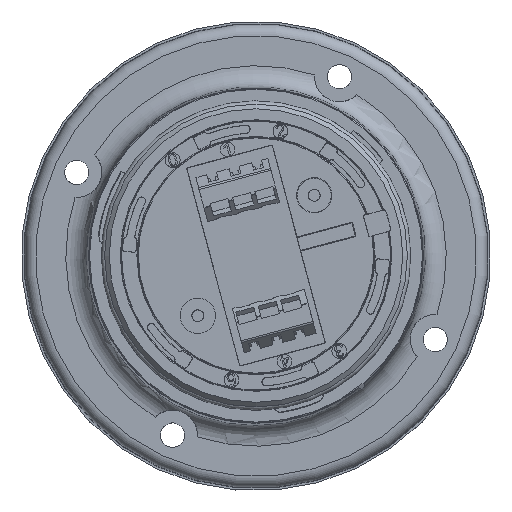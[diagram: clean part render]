
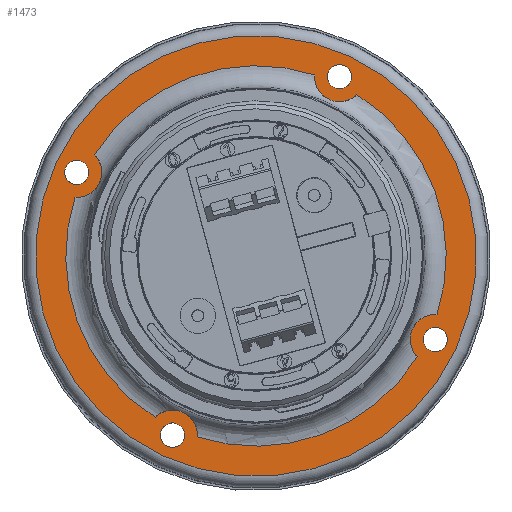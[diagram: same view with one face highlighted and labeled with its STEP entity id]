
A CAD part, top view. The second image highlights one B-rep face of the part: STEP entity #1473.
In plain terms, the highlighted planar face has unit normal (0, 0, 1).
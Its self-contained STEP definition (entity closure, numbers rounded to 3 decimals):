
#338=FACE_BOUND('',#2577,.T.);
#339=FACE_BOUND('',#2578,.T.);
#340=FACE_BOUND('',#2579,.T.);
#341=FACE_BOUND('',#2580,.T.);
#342=FACE_BOUND('',#2581,.T.);
#343=FACE_BOUND('',#2582,.T.);
#1021=CIRCLE('',#8588,40.904);
#1022=CIRCLE('',#8589,40.904);
#1023=CIRCLE('',#8590,40.904);
#1024=CIRCLE('',#8591,40.904);
#1025=CIRCLE('',#8593,47.376);
#1026=CIRCLE('',#8594,2.618);
#1027=CIRCLE('',#8595,5.375);
#1028=CIRCLE('',#8596,5.375);
#1029=CIRCLE('',#8597,5.375);
#1030=CIRCLE('',#8598,5.375);
#1031=CIRCLE('',#8599,2.618);
#1032=CIRCLE('',#8600,2.618);
#1033=CIRCLE('',#8601,2.618);
#1473=ADVANCED_FACE('',(#338,#339,#340,#341,#342,#343),#1707,.T.);
#1707=PLANE('',#8602);
#2577=EDGE_LOOP('',(#4781));
#2578=EDGE_LOOP('',(#4782));
#2579=EDGE_LOOP('',(#4783,#4784,#4785,#4786,#4787,#4788,#4789,#4790));
#2580=EDGE_LOOP('',(#4791));
#2581=EDGE_LOOP('',(#4792));
#2582=EDGE_LOOP('',(#4793));
#4781=ORIENTED_EDGE('',*,*,#6639,.T.);
#4782=ORIENTED_EDGE('',*,*,#6640,.T.);
#4783=ORIENTED_EDGE('',*,*,#6632,.T.);
#4784=ORIENTED_EDGE('',*,*,#6641,.T.);
#4785=ORIENTED_EDGE('',*,*,#6638,.T.);
#4786=ORIENTED_EDGE('',*,*,#6642,.T.);
#4787=ORIENTED_EDGE('',*,*,#6636,.T.);
#4788=ORIENTED_EDGE('',*,*,#6643,.T.);
#4789=ORIENTED_EDGE('',*,*,#6634,.T.);
#4790=ORIENTED_EDGE('',*,*,#6644,.T.);
#4791=ORIENTED_EDGE('',*,*,#6645,.T.);
#4792=ORIENTED_EDGE('',*,*,#6646,.T.);
#4793=ORIENTED_EDGE('',*,*,#6647,.T.);
#5543=VERTEX_POINT('',#14349);
#5544=VERTEX_POINT('',#14350);
#5545=VERTEX_POINT('',#14352);
#5546=VERTEX_POINT('',#14387);
#5547=VERTEX_POINT('',#14389);
#5548=VERTEX_POINT('',#14424);
#5549=VERTEX_POINT('',#14426);
#5550=VERTEX_POINT('',#14461);
#5551=VERTEX_POINT('',#14465);
#5552=VERTEX_POINT('',#14467);
#5553=VERTEX_POINT('',#14473);
#5554=VERTEX_POINT('',#14475);
#5555=VERTEX_POINT('',#14477);
#6632=EDGE_CURVE('',#5545,#5543,#1021,.T.);
#6634=EDGE_CURVE('',#5547,#5546,#1022,.T.);
#6636=EDGE_CURVE('',#5549,#5548,#1023,.T.);
#6638=EDGE_CURVE('',#5544,#5550,#1024,.T.);
#6639=EDGE_CURVE('',#5551,#5551,#1025,.T.);
#6640=EDGE_CURVE('',#5552,#5552,#1026,.T.);
#6641=EDGE_CURVE('',#5543,#5544,#1027,.T.);
#6642=EDGE_CURVE('',#5550,#5549,#1028,.T.);
#6643=EDGE_CURVE('',#5548,#5547,#1029,.T.);
#6644=EDGE_CURVE('',#5546,#5545,#1030,.T.);
#6645=EDGE_CURVE('',#5553,#5553,#1031,.T.);
#6646=EDGE_CURVE('',#5554,#5554,#1032,.T.);
#6647=EDGE_CURVE('',#5555,#5555,#1033,.T.);
#8588=AXIS2_PLACEMENT_3D('',#14351,#10709,#10710);
#8589=AXIS2_PLACEMENT_3D('',#14388,#10711,#10712);
#8590=AXIS2_PLACEMENT_3D('',#14425,#10713,#10714);
#8591=AXIS2_PLACEMENT_3D('',#14462,#10715,#10716);
#8593=AXIS2_PLACEMENT_3D('',#14464,#10719,#10720);
#8594=AXIS2_PLACEMENT_3D('',#14466,#10721,#10722);
#8595=AXIS2_PLACEMENT_3D('',#14468,#10723,#10724);
#8596=AXIS2_PLACEMENT_3D('',#14469,#10725,#10726);
#8597=AXIS2_PLACEMENT_3D('',#14470,#10727,#10728);
#8598=AXIS2_PLACEMENT_3D('',#14471,#10729,#10730);
#8599=AXIS2_PLACEMENT_3D('',#14472,#10731,#10732);
#8600=AXIS2_PLACEMENT_3D('',#14474,#10733,#10734);
#8601=AXIS2_PLACEMENT_3D('',#14476,#10735,#10736);
#8602=AXIS2_PLACEMENT_3D('',#14478,#10737,#10738);
#10709=DIRECTION('',(0.,0.,-1.));
#10710=DIRECTION('',(0.574,-0.819,0.));
#10711=DIRECTION('',(0.,0.,-1.));
#10712=DIRECTION('',(0.574,-0.819,0.));
#10713=DIRECTION('',(0.,0.,-1.));
#10714=DIRECTION('',(0.574,-0.819,0.));
#10715=DIRECTION('',(0.,0.,-1.));
#10716=DIRECTION('',(0.574,-0.819,0.));
#10719=DIRECTION('',(0.,0.,1.));
#10720=DIRECTION('',(0.574,-0.819,0.));
#10721=DIRECTION('',(0.,0.,-1.));
#10722=DIRECTION('',(0.574,-0.819,0.));
#10723=DIRECTION('',(0.,0.,1.));
#10724=DIRECTION('',(0.819,0.574,0.));
#10725=DIRECTION('',(0.,0.,1.));
#10726=DIRECTION('',(0.574,-0.819,0.));
#10727=DIRECTION('',(0.,0.,1.));
#10728=DIRECTION('',(-0.819,-0.574,0.));
#10729=DIRECTION('',(0.,0.,1.));
#10730=DIRECTION('',(-0.574,0.819,0.));
#10731=DIRECTION('',(0.,0.,-1.));
#10732=DIRECTION('',(0.574,-0.819,0.));
#10733=DIRECTION('',(0.,0.,-1.));
#10734=DIRECTION('',(0.574,-0.819,0.));
#10735=DIRECTION('',(0.,0.,-1.));
#10736=DIRECTION('',(0.574,-0.819,0.));
#10737=DIRECTION('',(0.,0.,1.));
#10738=DIRECTION('',(0.574,-0.819,0.));
#14349=CARTESIAN_POINT('',(38.918,-12.593,-16.));
#14350=CARTESIAN_POINT('',(34.672,-21.704,-16.));
#14351=CARTESIAN_POINT('',(0.,0.,
-16.));
#14352=CARTESIAN_POINT('',(21.704,34.672,-16.));
#14387=CARTESIAN_POINT('',(12.593,38.918,-16.));
#14388=CARTESIAN_POINT('',(0.,0.,
-16.));
#14389=CARTESIAN_POINT('',(-34.672,21.704,-16.));
#14424=CARTESIAN_POINT('',(-38.918,12.593,-16.));
#14425=CARTESIAN_POINT('',(0.,0.,
-16.));
#14426=CARTESIAN_POINT('',(-21.704,-34.672,-16.));
#14461=CARTESIAN_POINT('',(-12.593,-38.918,-16.));
#14462=CARTESIAN_POINT('',(0.,0.,
-16.));
#14464=CARTESIAN_POINT('',(0.,0.,
-16.));
#14465=CARTESIAN_POINT('',(27.182,-38.803,-16.));
#14466=CARTESIAN_POINT('',(38.522,-17.953,-16.));
#14467=CARTESIAN_POINT('',(40.024,-20.097,-16.));
#14468=CARTESIAN_POINT('',(38.522,-17.953,-16.));
#14469=CARTESIAN_POINT('',(-17.953,-38.522,-16.));
#14470=CARTESIAN_POINT('',(-38.522,17.953,-16.));
#14471=CARTESIAN_POINT('',(17.953,38.522,-16.));
#14472=CARTESIAN_POINT('',(-38.522,17.953,-16.));
#14473=CARTESIAN_POINT('',(-37.02,15.809,-16.));
#14474=CARTESIAN_POINT('',(17.953,38.522,-16.));
#14475=CARTESIAN_POINT('',(19.455,36.378,-16.));
#14476=CARTESIAN_POINT('',(-17.953,-38.522,-16.));
#14477=CARTESIAN_POINT('',(-16.451,-40.666,-16.));
#14478=CARTESIAN_POINT('',(40.952,28.687,-16.));
